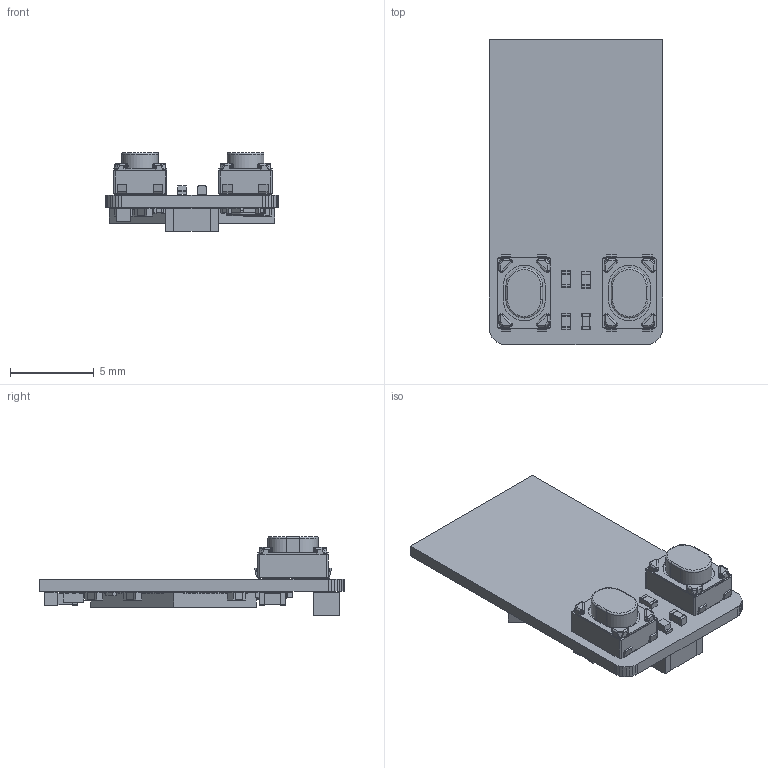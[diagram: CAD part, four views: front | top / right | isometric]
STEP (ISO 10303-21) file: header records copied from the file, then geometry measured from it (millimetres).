
FILE_DESCRIPTION(('KiCad electronic assembly'),'2;1');
FILE_NAME('PMK_Dongle_00.step','2024-03-05T17:08:12',('Pcbnew'),('Kicad' ),'Open CASCADE STEP processor 7.7','KiCad to STEP converter', 'Unknown');
FILE_SCHEMA(('AUTOMOTIVE_DESIGN { 1 0 10303 214 1 1 1 1 }'));
Length unit declared in the file: millimetre
Products named in the file (26): PMK_Dongle_00 1; SKRPABE010; SOLID; R_0402_1005Metric; LED_0402_1005Metric; C_0402_1005Metric; C_0603_1608Metric; NX2016SA-32M-EXS00A-CS06465; COMPOUND; MIC5528-3.3YMT-T5; R_0201_0603Metric; C_0201_0603Metric; L_0201_0603Metric; 2450AT18A100E; ESP32-S2FH4; PMK_Dongle PCB
Assembly tree (43 placements, depth 3):
  PMK_Dongle_00 1
    SKRPABE010  x2
      SOLID
    R_0402_1005Metric  x2
      SOLID
    LED_0402_1005Metric
      SOLID
    C_0402_1005Metric  x11
      SOLID
    C_0603_1608Metric  x3
      SOLID
    NX2016SA-32M-EXS00A-CS06465
      COMPOUND
    MIC5528-3.3YMT-T5
      COMPOUND
    R_0201_0603Metric  x2
      SOLID
    C_0201_0603Metric  x4
      SOLID
    L_0201_0603Metric
      SOLID
    2450AT18A100E
      COMPOUND
    ESP32-S2FH4
      COMPOUND
    PMK_Dongle PCB
Bounding box: 10.4 x 18.3 x 4.72 mm (x, y, z)
Volume: 248.4 mm3; surface area: 837.2 mm2
Topology: 98 solids, 98 shells, 1856 faces, 4510 edges, 2792 vertices
Faces by surface type: plane 1124, cylinder 616, sphere 80, bspline 32, torus 4
Full cylindrical faces by diameter (mm): 0.15 x1, 0.875 x1
Entity records: 68048 total; most frequent: CARTESIAN_POINT 15241, DIRECTION 9605, LINE 6093, VECTOR 6093, ORIENTED_EDGE 4876, PCURVE 4876, DEFINITIONAL_REPRESENTATION 4876, EDGE_CURVE 2438
